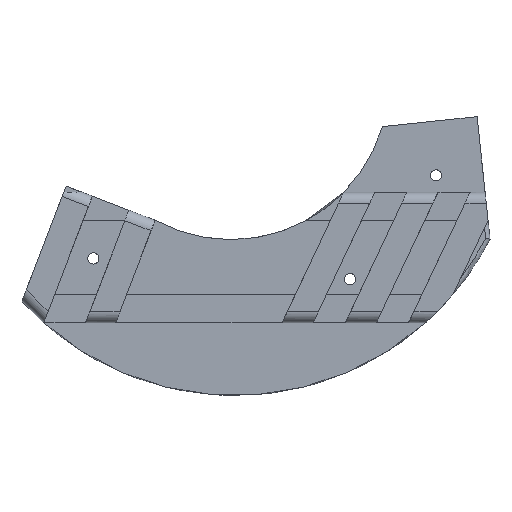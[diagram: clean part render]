
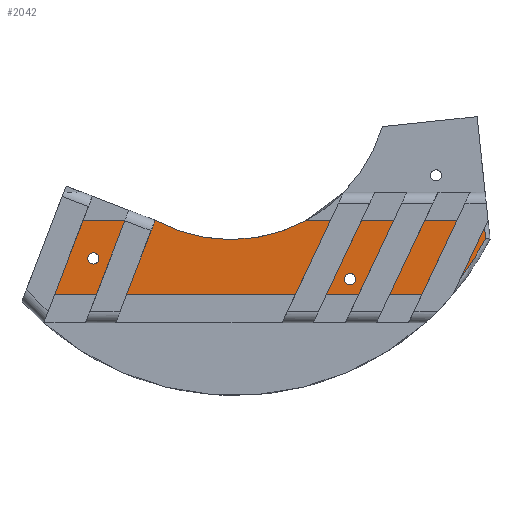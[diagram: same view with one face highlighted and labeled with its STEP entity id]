
A CAD part, front view. The second image highlights one B-rep face of the part: STEP entity #2042.
In plain terms, the highlighted planar face has unit normal (0, -1, 0).
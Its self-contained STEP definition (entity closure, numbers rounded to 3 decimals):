
#26 = DIRECTION ( 'NONE',  ( -1., 0., 0. ) ) ;
#199 = CARTESIAN_POINT ( 'NONE',  ( 21.676, 0., -6.8 ) ) ;
#215 = DIRECTION ( 'NONE',  ( 0., 1., 0. ) ) ;
#224 = EDGE_CURVE ( 'NONE', #903, #543, #1724, .T. ) ;
#281 = DIRECTION ( 'NONE',  ( 0., 0., 1. ) ) ;
#310 = FACE_OUTER_BOUND ( 'NONE', #1559, .T. ) ;
#321 = VECTOR ( 'NONE', #26, 1000. ) ;
#326 = CIRCLE ( 'NONE', #499, 1. ) ;
#350 = CIRCLE ( 'NONE', #671, 1. ) ;
#355 = CIRCLE ( 'NONE', #1174, 28.228 ) ;
#394 = DIRECTION ( 'NONE',  ( 0., 1., 0. ) ) ;
#400 = VERTEX_POINT ( 'NONE', #1947 ) ;
#406 = CARTESIAN_POINT ( 'NONE',  ( -3.427, 0., 6.5 ) ) ;
#413 = CARTESIAN_POINT ( 'NONE',  ( -30.5, 0., 6.5 ) ) ;
#444 = EDGE_CURVE ( 'NONE', #1786, #654, #355, .T. ) ;
#465 = CARTESIAN_POINT ( 'NONE',  ( 0., 0., 0. ) ) ;
#499 = AXIS2_PLACEMENT_3D ( 'NONE', #1426, #215, #1625 ) ;
#543 = VERTEX_POINT ( 'NONE', #1003 ) ;
#617 = ORIENTED_EDGE ( 'NONE', *, *, #2373, .T. ) ;
#635 = DIRECTION ( 'NONE',  ( -0.105, 0., 0.995 ) ) ;
#654 = VERTEX_POINT ( 'NONE', #950 ) ;
#671 = AXIS2_PLACEMENT_3D ( 'NONE', #1605, #394, #1821 ) ;
#680 = VERTEX_POINT ( 'NONE', #1982 ) ;
#705 = EDGE_CURVE ( 'NONE', #400, #680, #1273, .T. ) ;
#717 = DIRECTION ( 'NONE',  ( -0.358, 0., -0.934 ) ) ;
#761 = AXIS2_PLACEMENT_3D ( 'NONE', #465, #1484, #281 ) ;
#787 = LINE ( 'NONE', #1971, #1263 ) ;
#828 = CARTESIAN_POINT ( 'NONE',  ( -41.52, 0., -1.31 ) ) ;
#829 = DIRECTION ( 'NONE',  ( 0., 1., 0. ) ) ;
#835 = CARTESIAN_POINT ( 'NONE',  ( -16.964, 0., 31.271 ) ) ;
#867 = LINE ( 'NONE', #2304, #321 ) ;
#903 = VERTEX_POINT ( 'NONE', #828 ) ;
#910 = VERTEX_POINT ( 'NONE', #1436 ) ;
#950 = CARTESIAN_POINT ( 'NONE',  ( -3.427, 0., 6.5 ) ) ;
#1003 = CARTESIAN_POINT ( 'NONE',  ( -41.52, 0., 0.69 ) ) ;
#1035 = DIRECTION ( 'NONE',  ( 0., 0., -1. ) ) ;
#1105 = CARTESIAN_POINT ( 'NONE',  ( -41.52, 0., -0.31 ) ) ;
#1151 = VERTEX_POINT ( 'NONE', #1978 ) ;
#1174 = AXIS2_PLACEMENT_3D ( 'NONE', #835, #2296, #1035 ) ;
#1184 = EDGE_CURVE ( 'NONE', #1885, #1151, #867, .T. ) ;
#1192 = CARTESIAN_POINT ( 'NONE',  ( -16.298, 0., 26.428 ) ) ;
#1238 = VERTEX_POINT ( 'NONE', #1325 ) ;
#1263 = VECTOR ( 'NONE', #2193, 1000. ) ;
#1266 = AXIS2_PLACEMENT_3D ( 'NONE', #1192, #2660, #1399 ) ;
#1273 = LINE ( 'NONE', #1865, #2399 ) ;
#1295 = ORIENTED_EDGE ( 'NONE', *, *, #1184, .F. ) ;
#1309 = DIRECTION ( 'NONE',  ( 0., 0., 1. ) ) ;
#1324 = FACE_BOUND ( 'NONE', #1401, .T. ) ;
#1325 = CARTESIAN_POINT ( 'NONE',  ( -47.906, 0., 6.5 ) ) ;
#1339 = EDGE_CURVE ( 'NONE', #543, #903, #1664, .T. ) ;
#1375 = ORIENTED_EDGE ( 'NONE', *, *, #1868, .T. ) ;
#1399 = DIRECTION ( 'NONE',  ( 0., 0., 1. ) ) ;
#1401 = EDGE_LOOP ( 'NONE', ( #2209, #1375 ) ) ;
#1426 = CARTESIAN_POINT ( 'NONE',  ( 4.32, 0., -4.03 ) ) ;
#1435 = ORIENTED_EDGE ( 'NONE', *, *, #2524, .F. ) ;
#1436 = CARTESIAN_POINT ( 'NONE',  ( 4.32, 0., -3.03 ) ) ;
#1484 = DIRECTION ( 'NONE',  ( 0., 1., 0. ) ) ;
#1487 = VERTEX_POINT ( 'NONE', #1524 ) ;
#1524 = CARTESIAN_POINT ( 'NONE',  ( 4.32, 0., -5.03 ) ) ;
#1559 = EDGE_LOOP ( 'NONE', ( #2666, #1704, #1435, #2458, #2096, #617, #1295 ) ) ;
#1605 = CARTESIAN_POINT ( 'NONE',  ( 4.32, 0., -4.03 ) ) ;
#1625 = DIRECTION ( 'NONE',  ( 0., 0., 1. ) ) ;
#1639 = AXIS2_PLACEMENT_3D ( 'NONE', #1105, #2572, #1309 ) ;
#1664 = CIRCLE ( 'NONE', #1639, 1. ) ;
#1704 = ORIENTED_EDGE ( 'NONE', *, *, #705, .T. ) ;
#1707 = EDGE_CURVE ( 'NONE', #1885, #400, #2182, .T. ) ;
#1719 = LINE ( 'NONE', #2659, #2235 ) ;
#1724 = CIRCLE ( 'NONE', #2354, 1. ) ;
#1786 = VERTEX_POINT ( 'NONE', #413 ) ;
#1802 = FACE_BOUND ( 'NONE', #1808, .T. ) ;
#1808 = EDGE_LOOP ( 'NONE', ( #2646, #2163 ) ) ;
#1821 = DIRECTION ( 'NONE',  ( 0., 0., 1. ) ) ;
#1830 = DIRECTION ( 'NONE',  ( 1., 0., 0. ) ) ;
#1865 = CARTESIAN_POINT ( 'NONE',  ( 28.558, 0., 3.002 ) ) ;
#1868 = EDGE_CURVE ( 'NONE', #1487, #910, #350, .T. ) ;
#1885 = VERTEX_POINT ( 'NONE', #199 ) ;
#1947 = CARTESIAN_POINT ( 'NONE',  ( 28.53, 0., 3.264 ) ) ;
#1953 = LINE ( 'NONE', #406, #2464 ) ;
#1971 = CARTESIAN_POINT ( 'NONE',  ( -48.709, 0., 6.5 ) ) ;
#1978 = CARTESIAN_POINT ( 'NONE',  ( -53.011, 0., -6.8 ) ) ;
#1982 = CARTESIAN_POINT ( 'NONE',  ( 28.19, 0., 6.5 ) ) ;
#2042 = ADVANCED_FACE ( 'NONE', ( #1324, #1802, #310 ), #2556, .F. ) ;
#2060 = CARTESIAN_POINT ( 'NONE',  ( -41.52, 0., -0.31 ) ) ;
#2096 = ORIENTED_EDGE ( 'NONE', *, *, #2251, .F. ) ;
#2163 = ORIENTED_EDGE ( 'NONE', *, *, #224, .T. ) ;
#2182 = CIRCLE ( 'NONE', #1266, 50.459 ) ;
#2193 = DIRECTION ( 'NONE',  ( 1., 0., 0. ) ) ;
#2209 = ORIENTED_EDGE ( 'NONE', *, *, #2529, .T. ) ;
#2235 = VECTOR ( 'NONE', #717, 1000. ) ;
#2251 = EDGE_CURVE ( 'NONE', #1238, #1786, #787, .T. ) ;
#2289 = DIRECTION ( 'NONE',  ( 0., 0., 1. ) ) ;
#2296 = DIRECTION ( 'NONE',  ( 0., -1., 0. ) ) ;
#2304 = CARTESIAN_POINT ( 'NONE',  ( -53.815, 0., -6.8 ) ) ;
#2354 = AXIS2_PLACEMENT_3D ( 'NONE', #2060, #829, #2289 ) ;
#2373 = EDGE_CURVE ( 'NONE', #1238, #1151, #1719, .T. ) ;
#2399 = VECTOR ( 'NONE', #635, 1000. ) ;
#2458 = ORIENTED_EDGE ( 'NONE', *, *, #444, .F. ) ;
#2464 = VECTOR ( 'NONE', #1830, 1000. ) ;
#2524 = EDGE_CURVE ( 'NONE', #654, #680, #1953, .T. ) ;
#2529 = EDGE_CURVE ( 'NONE', #910, #1487, #326, .T. ) ;
#2556 = PLANE ( 'NONE',  #761 ) ;
#2572 = DIRECTION ( 'NONE',  ( 0., 1., 0. ) ) ;
#2646 = ORIENTED_EDGE ( 'NONE', *, *, #1339, .T. ) ;
#2659 = CARTESIAN_POINT ( 'NONE',  ( -53.115, 0., -7.069 ) ) ;
#2660 = DIRECTION ( 'NONE',  ( 0., -1., 0. ) ) ;
#2666 = ORIENTED_EDGE ( 'NONE', *, *, #1707, .T. ) ;
